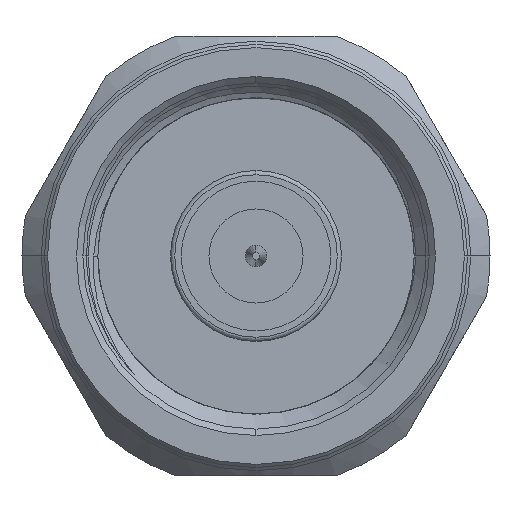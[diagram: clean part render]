
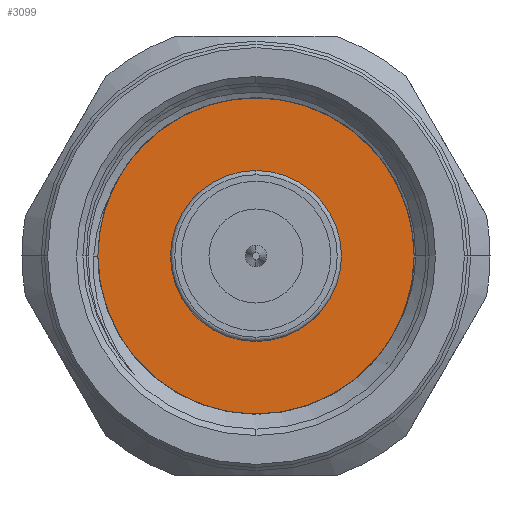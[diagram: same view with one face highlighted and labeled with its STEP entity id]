
A CAD part, left-side view. The second image highlights one B-rep face of the part: STEP entity #3099.
In plain terms, the highlighted planar face has unit normal (-1, 0, 0).
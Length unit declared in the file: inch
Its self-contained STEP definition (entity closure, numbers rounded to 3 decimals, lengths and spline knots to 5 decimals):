
#21 = DIRECTION ( 'NONE',  ( 0., 0., -1. ) ) ;
#405 = ORIENTED_EDGE ( 'NONE', *, *, #3998, .T. ) ;
#434 = AXIS2_PLACEMENT_3D ( 'NONE', #1729, #1749, #2791 ) ;
#469 = VERTEX_POINT ( 'NONE', #1208 ) ;
#579 = CIRCLE ( 'NONE', #3657, 0.30709 ) ;
#656 = AXIS2_PLACEMENT_3D ( 'NONE', #2533, #1871, #1799 ) ;
#731 = CARTESIAN_POINT ( 'NONE',  ( 0.3878, 0., 0. ) ) ;
#779 = CARTESIAN_POINT ( 'NONE',  ( 0.3878, 0., 0. ) ) ;
#1132 = DIRECTION ( 'NONE',  ( -1., 0., 0. ) ) ;
#1208 = CARTESIAN_POINT ( 'NONE',  ( 0.3878, 0., 0.30709 ) ) ;
#1297 = CARTESIAN_POINT ( 'NONE',  ( 0.3878, 0., -0.15748 ) ) ;
#1403 = AXIS2_PLACEMENT_3D ( 'NONE', #731, #1132, #4382 ) ;
#1415 = CIRCLE ( 'NONE', #1569, 0.15748 ) ;
#1568 = VERTEX_POINT ( 'NONE', #1297 ) ;
#1569 = AXIS2_PLACEMENT_3D ( 'NONE', #2951, #3235, #21 ) ;
#1643 = EDGE_LOOP ( 'NONE', ( #2019, #4117 ) ) ;
#1729 = CARTESIAN_POINT ( 'NONE',  ( 0.3878, 0., 0. ) ) ;
#1749 = DIRECTION ( 'NONE',  ( 1., 0., 0. ) ) ;
#1799 = DIRECTION ( 'NONE',  ( 0., 0., -1. ) ) ;
#1871 = DIRECTION ( 'NONE',  ( 1., 0., 0. ) ) ;
#2019 = ORIENTED_EDGE ( 'NONE', *, *, #4039, .F. ) ;
#2183 = FACE_OUTER_BOUND ( 'NONE', #1643, .T. ) ;
#2288 = VERTEX_POINT ( 'NONE', #2770 ) ;
#2421 = EDGE_CURVE ( 'NONE', #469, #2909, #3574, .T. ) ;
#2533 = CARTESIAN_POINT ( 'NONE',  ( 0.3878, 0., 0. ) ) ;
#2718 = ORIENTED_EDGE ( 'NONE', *, *, #4021, .T. ) ;
#2770 = CARTESIAN_POINT ( 'NONE',  ( 0.3878, 0., 0.15748 ) ) ;
#2791 = DIRECTION ( 'NONE',  ( 0., 0., -1. ) ) ;
#2896 = CIRCLE ( 'NONE', #656, 0.15748 ) ;
#2902 = PLANE ( 'NONE',  #1403 ) ;
#2904 = DIRECTION ( 'NONE',  ( 1., 0., 0. ) ) ;
#2909 = VERTEX_POINT ( 'NONE', #4570 ) ;
#2949 = FACE_BOUND ( 'NONE', #3079, .T. ) ;
#2951 = CARTESIAN_POINT ( 'NONE',  ( 0.3878, 0., 0. ) ) ;
#3079 = EDGE_LOOP ( 'NONE', ( #405, #2718 ) ) ;
#3099 = ADVANCED_FACE ( 'NONE', ( #2949, #2183 ), #2902, .T. ) ;
#3235 = DIRECTION ( 'NONE',  ( 1., 0., 0. ) ) ;
#3574 = CIRCLE ( 'NONE', #434, 0.30709 ) ;
#3657 = AXIS2_PLACEMENT_3D ( 'NONE', #779, #2904, #4338 ) ;
#3998 = EDGE_CURVE ( 'NONE', #1568, #2288, #1415, .T. ) ;
#4021 = EDGE_CURVE ( 'NONE', #2288, #1568, #2896, .T. ) ;
#4039 = EDGE_CURVE ( 'NONE', #2909, #469, #579, .T. ) ;
#4117 = ORIENTED_EDGE ( 'NONE', *, *, #2421, .F. ) ;
#4338 = DIRECTION ( 'NONE',  ( 0., 0., -1. ) ) ;
#4382 = DIRECTION ( 'NONE',  ( 0., 0., 1. ) ) ;
#4570 = CARTESIAN_POINT ( 'NONE',  ( 0.3878, 0., -0.30709 ) ) ;
